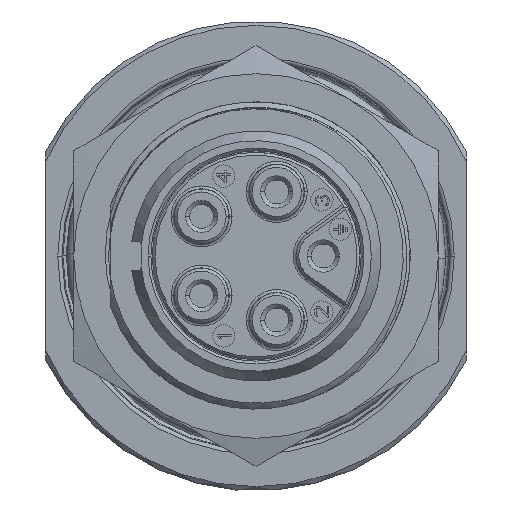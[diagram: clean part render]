
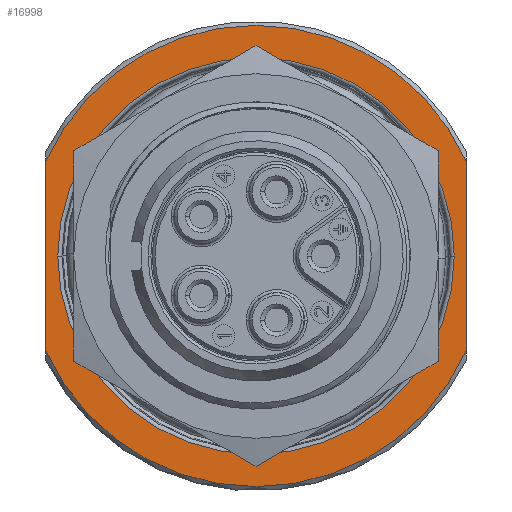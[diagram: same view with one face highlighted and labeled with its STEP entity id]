
A CAD part, left-side view. The second image highlights one B-rep face of the part: STEP entity #16998.
In plain terms, the highlighted planar face has unit normal (-1, 0, 0).
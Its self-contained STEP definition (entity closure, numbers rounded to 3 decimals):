
#229=DIRECTION('',(0.,0.,-1.));
#230=VECTOR('',#229,13.506);
#231=CARTESIAN_POINT('',(20.5,15.,6.753));
#232=LINE('1432',#231,#230);
#233=CARTESIAN_POINT('',(20.5,0.,0.));
#234=DIRECTION('',(1.,0.,0.));
#235=DIRECTION('',(0.,0.912,0.411));
#236=AXIS2_PLACEMENT_3D('',#233,#234,#235);
#238=DIRECTION('',(0.,0.,1.));
#239=VECTOR('',#238,13.506);
#240=CARTESIAN_POINT('',(20.5,-15.,-6.753));
#241=LINE('1433',#240,#239);
#242=CARTESIAN_POINT('',(20.5,0.,0.));
#243=DIRECTION('',(-1.,0.,0.));
#244=DIRECTION('',(0.,0.912,-0.411));
#245=AXIS2_PLACEMENT_3D('',#242,#243,#244);
#257=CARTESIAN_POINT('',(20.5,0.,0.));
#258=DIRECTION('',(1.,0.,0.));
#259=DIRECTION('',(0.,-1.,0.));
#260=AXIS2_PLACEMENT_3D('',#257,#258,#259);
#272=CARTESIAN_POINT('',(20.5,0.,0.));
#273=DIRECTION('',(1.,0.,0.));
#274=DIRECTION('',(0.,1.,0.));
#275=AXIS2_PLACEMENT_3D('',#272,#273,#274);
#13962=CARTESIAN_POINT('',(20.5,15.,6.753));
#13963=CARTESIAN_POINT('',(20.5,15.,-6.753));
#13964=VERTEX_POINT('',#13962);
#13965=VERTEX_POINT('',#13963);
#13966=CARTESIAN_POINT('',(20.5,-15.,-6.753));
#13967=CARTESIAN_POINT('',(20.5,-15.,6.753));
#13968=VERTEX_POINT('',#13966);
#13969=VERTEX_POINT('',#13967);
#14006=CARTESIAN_POINT('',(20.5,-14.139,0.));
#14007=CARTESIAN_POINT('',(20.5,14.139,0.));
#14008=VERTEX_POINT('',#14006);
#14009=VERTEX_POINT('',#14007);
#16980=CARTESIAN_POINT('',(20.5,0.,0.));
#16981=DIRECTION('',(1.,0.,0.));
#16982=DIRECTION('',(0.,-1.,0.));
#16983=AXIS2_PLACEMENT_3D('',#16980,#16981,#16982);
#16984=PLANE('249',#16983);
#16985=ORIENTED_EDGE('1432',*,*,#16893,.F.);
#16987=ORIENTED_EDGE('1447',*,*,#16986,.T.);
#16988=ORIENTED_EDGE('1433',*,*,#16930,.F.);
#16989=ORIENTED_EDGE('1451',*,*,#16973,.F.);
#16990=EDGE_LOOP('249',(#16985,#16987,#16988,#16989));
#16991=FACE_OUTER_BOUND('249',#16990,.F.);
#16993=ORIENTED_EDGE('1473',*,*,#16992,.F.);
#16995=ORIENTED_EDGE('1475',*,*,#16994,.F.);
#16996=EDGE_LOOP('249',(#16993,#16995));
#16997=FACE_BOUND('249',#16996,.F.);
#237=CIRCLE('1447',#236,16.45);
#246=CIRCLE('1451',#245,16.45);
#261=CIRCLE('1473',#260,14.139);
#276=CIRCLE('1475',#275,14.139);
#16893=EDGE_CURVE('1432',#13964,#13965,#232,.T.);
#16930=EDGE_CURVE('1433',#13968,#13969,#241,.T.);
#16973=EDGE_CURVE('1451',#13965,#13968,#246,.T.);
#16986=EDGE_CURVE('1447',#13964,#13969,#237,.T.);
#16992=EDGE_CURVE('1473',#14008,#14009,#261,.T.);
#16994=EDGE_CURVE('1475',#14009,#14008,#276,.T.);
#16998=ADVANCED_FACE('249',(#16991,#16997),#16984,.F.);
